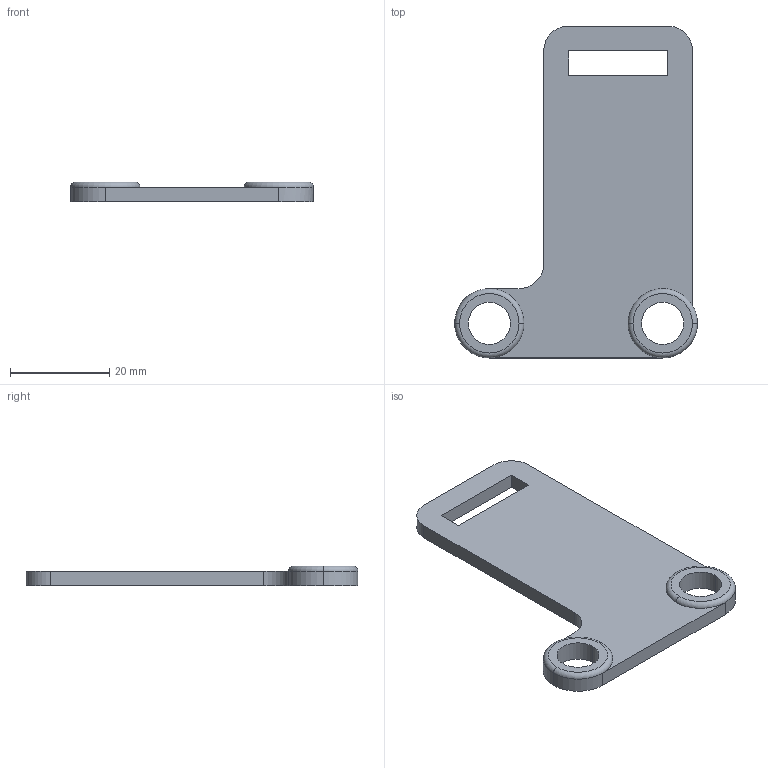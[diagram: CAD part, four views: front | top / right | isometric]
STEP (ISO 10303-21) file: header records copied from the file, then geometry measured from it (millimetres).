
FILE_DESCRIPTION (( 'STEP AP214' ), '1' );
FILE_NAME ('Y Gantry Bearing Cap (Cable mount).STEP', '2020-02-14T16:37:32', ( '' ), ( '' ), 'SwSTEP 2.0', 'SolidWorks 2019', '' );
FILE_SCHEMA (( 'AUTOMOTIVE_DESIGN' ));
Length unit declared in the file: millimetre
Products named in the file (1): Y Gantry Bearing Cap (Cable mount)
Bounding box: 49 x 67 x 4 mm (x, y, z)
Volume: 6239.2 mm3; surface area: 5102.2 mm2
Topology: 1 solids, 1 shells, 27 faces, 70 edges, 45 vertices
Faces by surface type: plane 13, cylinder 10, torus 4
Entity records: 883 total; most frequent: DIRECTION 159, CARTESIAN_POINT 143, ORIENTED_EDGE 140, EDGE_CURVE 70, AXIS2_PLACEMENT_3D 61, VERTEX_POINT 45, VECTOR 37, LINE 37
